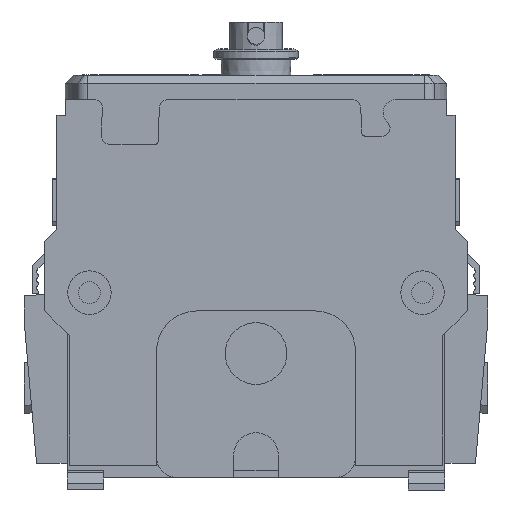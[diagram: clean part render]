
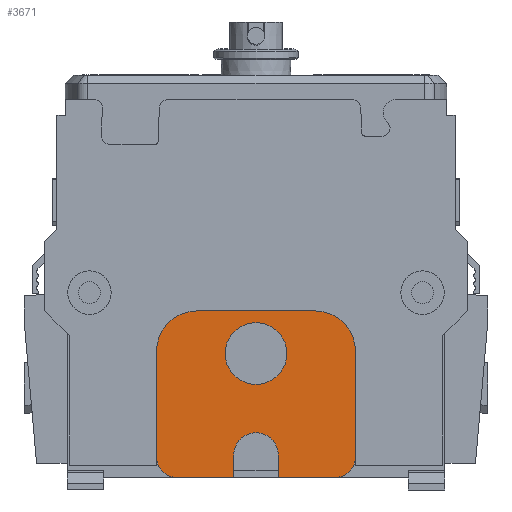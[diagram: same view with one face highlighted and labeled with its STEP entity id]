
A CAD part, front view. The second image highlights one B-rep face of the part: STEP entity #3671.
In plain terms, the highlighted planar face has unit normal (0, -1, 0).
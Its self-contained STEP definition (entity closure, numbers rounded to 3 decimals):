
#3671=ADVANCED_FACE('',(#7018,#7019),#5769,.F.);
#5769=PLANE('',#47674);
#7018=FACE_BOUND('',#8054,.T.);
#7019=FACE_BOUND('',#8055,.T.);
#8054=EDGE_LOOP('',(#13836,#13837,#13838,#13839,#13840,#13841,#13842,#13843,
#13844,#13845,#13846,#13847));
#8055=EDGE_LOOP('',(#13848));
#10048=CIRCLE('',#47606,7.6);
#10060=CIRCLE('',#47663,5.);
#10062=CIRCLE('',#47666,5.);
#10064=CIRCLE('',#47671,5.5);
#10065=CIRCLE('',#47672,10.);
#10066=CIRCLE('',#47673,10.);
#13836=ORIENTED_EDGE('',*,*,#29850,.T.);
#13837=ORIENTED_EDGE('',*,*,#29851,.T.);
#13838=ORIENTED_EDGE('',*,*,#29852,.T.);
#13839=ORIENTED_EDGE('',*,*,#29853,.T.);
#13840=ORIENTED_EDGE('',*,*,#29835,.F.);
#13841=ORIENTED_EDGE('',*,*,#29854,.T.);
#13842=ORIENTED_EDGE('',*,*,#29855,.F.);
#13843=ORIENTED_EDGE('',*,*,#29856,.T.);
#13844=ORIENTED_EDGE('',*,*,#29857,.F.);
#13845=ORIENTED_EDGE('',*,*,#29858,.T.);
#13846=ORIENTED_EDGE('',*,*,#29839,.F.);
#13847=ORIENTED_EDGE('',*,*,#29859,.T.);
#13848=ORIENTED_EDGE('',*,*,#29678,.T.);
#24215=VERTEX_POINT('',#65790);
#24336=VERTEX_POINT('',#66113);
#24337=VERTEX_POINT('',#66114);
#24339=VERTEX_POINT('',#66121);
#24340=VERTEX_POINT('',#66122);
#24349=VERTEX_POINT('',#66145);
#24350=VERTEX_POINT('',#66146);
#24351=VERTEX_POINT('',#66148);
#24352=VERTEX_POINT('',#66150);
#24353=VERTEX_POINT('',#66153);
#24354=VERTEX_POINT('',#66155);
#24355=VERTEX_POINT('',#66157);
#24356=VERTEX_POINT('',#66159);
#29678=EDGE_CURVE('',#24215,#24215,#10048,.T.);
#29835=EDGE_CURVE('',#24336,#24337,#10060,.T.);
#29839=EDGE_CURVE('',#24339,#24340,#10062,.T.);
#29850=EDGE_CURVE('',#24349,#24350,#36831,.T.);
#29851=EDGE_CURVE('',#24350,#24351,#10064,.T.);
#29852=EDGE_CURVE('',#24351,#24352,#36832,.T.);
#29853=EDGE_CURVE('',#24352,#24337,#36833,.T.);
#29854=EDGE_CURVE('',#24336,#24353,#36834,.T.);
#29855=EDGE_CURVE('',#24354,#24353,#10065,.T.);
#29856=EDGE_CURVE('',#24354,#24355,#36835,.T.);
#29857=EDGE_CURVE('',#24356,#24355,#10066,.T.);
#29858=EDGE_CURVE('',#24356,#24340,#36836,.T.);
#29859=EDGE_CURVE('',#24339,#24349,#36837,.T.);
#36831=LINE('',#66144,#42657);
#36832=LINE('',#66149,#42658);
#36833=LINE('',#66151,#42659);
#36834=LINE('',#66152,#42660);
#36835=LINE('',#66156,#42661);
#36836=LINE('',#66160,#42662);
#36837=LINE('',#66161,#42663);
#42657=VECTOR('',#53068,1.);
#42658=VECTOR('',#53071,1.);
#42659=VECTOR('',#53072,1.);
#42660=VECTOR('',#53073,1.);
#42661=VECTOR('',#53076,1.);
#42662=VECTOR('',#53079,1.);
#42663=VECTOR('',#53080,1.);
#47606=AXIS2_PLACEMENT_3D('',#65789,#52782,#52783);
#47663=AXIS2_PLACEMENT_3D('',#66112,#53041,#53042);
#47666=AXIS2_PLACEMENT_3D('',#66120,#53049,#53050);
#47671=AXIS2_PLACEMENT_3D('',#66147,#53069,#53070);
#47672=AXIS2_PLACEMENT_3D('',#66154,#53074,#53075);
#47673=AXIS2_PLACEMENT_3D('',#66158,#53077,#53078);
#47674=AXIS2_PLACEMENT_3D('',#66162,#53081,#53082);
#52782=DIRECTION('',(0.,1.,0.));
#52783=DIRECTION('',(-1.,0.,0.));
#53041=DIRECTION('',(0.,1.,0.));
#53042=DIRECTION('',(0.707,0.,-0.707));
#53049=DIRECTION('',(0.,1.,0.));
#53050=DIRECTION('',(-0.707,0.,-0.707));
#53068=DIRECTION('',(0.,0.,1.));
#53069=DIRECTION('',(0.,1.,0.));
#53070=DIRECTION('',(-1.,0.,0.));
#53071=DIRECTION('',(0.,0.,-1.));
#53072=DIRECTION('',(1.,0.,0.));
#53073=DIRECTION('',(0.,0.,1.));
#53074=DIRECTION('',(0.,1.,0.));
#53075=DIRECTION('',(0.707,0.,0.707));
#53076=DIRECTION('',(-1.,0.,0.));
#53077=DIRECTION('',(0.,1.,0.));
#53078=DIRECTION('',(-0.707,0.,0.707));
#53079=DIRECTION('',(0.,0.,-1.));
#53080=DIRECTION('',(1.,0.,0.));
#53081=DIRECTION('',(0.,1.,0.));
#53082=DIRECTION('',(-1.,0.,0.));
#65789=CARTESIAN_POINT('',(0.,-81.,0.));
#65790=CARTESIAN_POINT('',(7.6,-81.,0.));
#66112=CARTESIAN_POINT('',(19.5,-81.,-25.5));
#66113=CARTESIAN_POINT('',(24.5,-81.,-25.5));
#66114=CARTESIAN_POINT('',(19.5,-81.,-30.5));
#66120=CARTESIAN_POINT('',(-19.5,-81.,-25.5));
#66121=CARTESIAN_POINT('',(-19.5,-81.,-30.5));
#66122=CARTESIAN_POINT('',(-24.5,-81.,-25.5));
#66144=CARTESIAN_POINT('',(-5.5,-81.,-16.5));
#66145=CARTESIAN_POINT('',(-5.5,-81.,-30.5));
#66146=CARTESIAN_POINT('',(-5.5,-81.,-25.));
#66147=CARTESIAN_POINT('',(0.,-81.,-25.));
#66148=CARTESIAN_POINT('',(5.5,-81.,-25.));
#66149=CARTESIAN_POINT('',(5.5,-81.,-13.75));
#66150=CARTESIAN_POINT('',(5.5,-81.,-30.5));
#66151=CARTESIAN_POINT('',(-46.5,-81.,-30.5));
#66152=CARTESIAN_POINT('',(24.5,-81.,4.));
#66153=CARTESIAN_POINT('',(24.5,-81.,0.5));
#66154=CARTESIAN_POINT('',(14.5,-81.,0.5));
#66155=CARTESIAN_POINT('',(14.5,-81.,10.5));
#66156=CARTESIAN_POINT('',(-12.25,-81.,10.5));
#66157=CARTESIAN_POINT('',(-14.5,-81.,10.5));
#66158=CARTESIAN_POINT('',(-14.5,-81.,0.5));
#66159=CARTESIAN_POINT('',(-24.5,-81.,0.5));
#66160=CARTESIAN_POINT('',(-24.5,-81.,-16.5));
#66161=CARTESIAN_POINT('',(-46.5,-81.,-30.5));
#66162=CARTESIAN_POINT('',(0.,-81.,-2.5));
